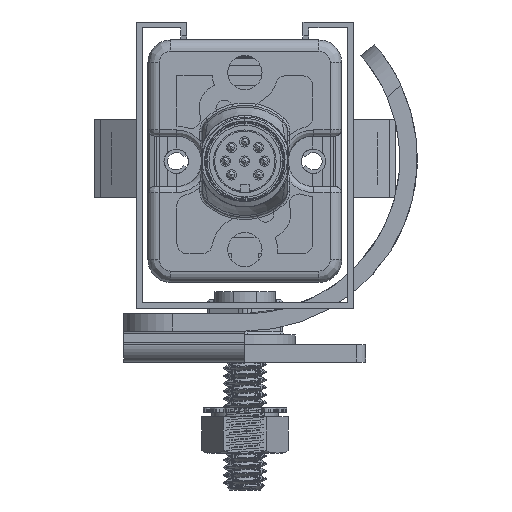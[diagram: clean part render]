
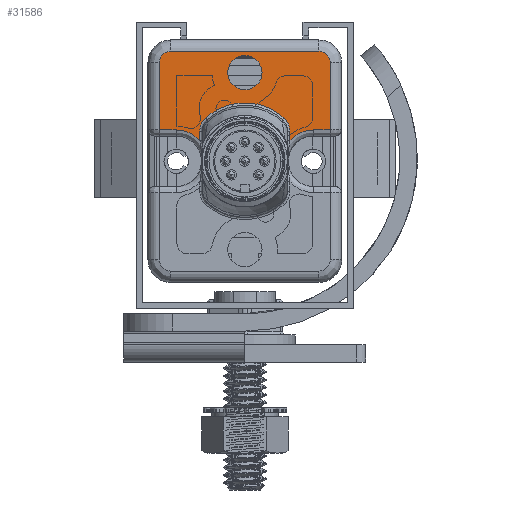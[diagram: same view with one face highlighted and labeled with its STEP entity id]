
A CAD part, front view. The second image highlights one B-rep face of the part: STEP entity #31586.
In plain terms, the highlighted planar face has unit normal (0, -1, 0).
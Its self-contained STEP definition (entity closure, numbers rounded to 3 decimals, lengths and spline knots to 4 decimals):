
#2994=CARTESIAN_POINT('',(0.1417,-43.4646,
0.7818));
#2995=DIRECTION('',(0.,1.,0.));
#2996=DIRECTION('',(0.673,0.,0.74));
#2997=AXIS2_PLACEMENT_3D('',#2994,#2995,#2996);
#2999=CARTESIAN_POINT('',(0.,-43.4646,0.626));
#3000=DIRECTION('',(0.,1.,0.));
#3001=DIRECTION('',(-0.673,0.,0.74));
#3002=AXIS2_PLACEMENT_3D('',#2999,#3000,#3001);
#3004=CARTESIAN_POINT('',(-0.1417,-43.4646,
0.7818));
#3005=DIRECTION('',(0.,1.,0.));
#3006=DIRECTION('',(-1.,0.,0.));
#3007=AXIS2_PLACEMENT_3D('',#3004,#3005,#3006);
#3009=DIRECTION('',(0.,0.,1.));
#3010=VECTOR('',#3009,0.0502);
#3011=CARTESIAN_POINT('',(-0.2323,-43.4646,
0.7316));
#3012=LINE('',#3011,#3010);
#3013=CARTESIAN_POINT('',(-0.3543,-43.4646,
0.626));
#3014=DIRECTION('',(0.,1.,0.));
#3015=DIRECTION('',(0.,0.,1.));
#3016=AXIS2_PLACEMENT_3D('',#3013,#3014,#3015);
#3018=DIRECTION('',(1.,0.,0.));
#3019=VECTOR('',#3018,0.0866);
#3020=CARTESIAN_POINT('',(-0.4409,-43.4646,
0.7874));
#3021=LINE('',#3020,#3019);
#3022=DIRECTION('',(0.,0.,-1.));
#3023=VECTOR('',#3022,0.3465);
#3024=CARTESIAN_POINT('',(-0.4409,-43.4646,
1.1339));
#3025=LINE('',#3024,#3023);
#3026=CARTESIAN_POINT('',(-0.3819,-43.4646,
1.1339));
#3027=DIRECTION('',(0.,-1.,0.));
#3028=DIRECTION('',(0.,0.,1.));
#3029=AXIS2_PLACEMENT_3D('',#3026,#3027,#3028);
#3031=DIRECTION('',(-1.,0.,0.));
#3032=VECTOR('',#3031,0.7638);
#3033=CARTESIAN_POINT('',(0.3819,-43.4646,
1.1929));
#3034=LINE('',#3033,#3032);
#3035=CARTESIAN_POINT('',(0.3819,-43.4646,
1.1339));
#3036=DIRECTION('',(0.,-1.,0.));
#3037=DIRECTION('',(1.,0.,0.));
#3038=AXIS2_PLACEMENT_3D('',#3035,#3036,#3037);
#3040=DIRECTION('',(0.,0.,1.));
#3041=VECTOR('',#3040,0.3465);
#3042=CARTESIAN_POINT('',(0.4409,-43.4646,
0.7874));
#3043=LINE('',#3042,#3041);
#3044=DIRECTION('',(1.,0.,0.));
#3045=VECTOR('',#3044,0.0866);
#3046=CARTESIAN_POINT('',(0.3543,-43.4646,
0.7874));
#3047=LINE('',#3046,#3045);
#3048=CARTESIAN_POINT('',(0.3543,-43.4646,
0.626));
#3049=DIRECTION('',(0.,1.,0.));
#3050=DIRECTION('',(-0.756,0.,0.654));
#3051=AXIS2_PLACEMENT_3D('',#3048,#3049,#3050);
#3053=DIRECTION('',(0.,0.,-1.));
#3054=VECTOR('',#3053,0.0502);
#3055=CARTESIAN_POINT('',(0.2323,-43.4646,
0.7818));
#3056=LINE('',#3055,#3054);
#3057=CARTESIAN_POINT('',(0.,-43.4646,1.0827));
#3058=DIRECTION('',(0.,-1.,0.));
#3059=DIRECTION('',(1.,0.,0.));
#3060=AXIS2_PLACEMENT_3D('',#3057,#3058,#3059);
#3062=CARTESIAN_POINT('',(0.,-43.4646,1.0827));
#3063=DIRECTION('',(0.,-1.,0.));
#3064=DIRECTION('',(-1.,0.,0.));
#3065=AXIS2_PLACEMENT_3D('',#3062,#3063,#3064);
#8418=CARTESIAN_POINT('',(-0.2323,-43.4646,
0.7316));
#25123=CARTESIAN_POINT('',(-0.3819,-43.4646,
1.1929));
#25124=CARTESIAN_POINT('',(-0.4409,-43.4646,
1.1339));
#25125=VERTEX_POINT('',#25123);
#25126=VERTEX_POINT('',#25124);
#25131=CARTESIAN_POINT('',(0.3819,-43.4646,
1.1929));
#25132=VERTEX_POINT('',#25131);
#25135=CARTESIAN_POINT('',(0.4409,-43.4646,
1.1339));
#25136=VERTEX_POINT('',#25135);
#25179=CARTESIAN_POINT('',(0.4409,-43.4646,
0.7874));
#25180=VERTEX_POINT('',#25179);
#25183=CARTESIAN_POINT('',(0.3543,-43.4646,
0.7874));
#25184=VERTEX_POINT('',#25183);
#25211=CARTESIAN_POINT('',(-0.4409,-43.4646,
0.7874));
#25212=VERTEX_POINT('',#25211);
#25215=CARTESIAN_POINT('',(-0.3543,-43.4646,
0.7874));
#25216=VERTEX_POINT('',#25215);
#25247=CARTESIAN_POINT('',(0.2027,-43.4646,
0.8488));
#25248=CARTESIAN_POINT('',(0.2323,-43.4646,
0.7818));
#25249=VERTEX_POINT('',#25247);
#25250=VERTEX_POINT('',#25248);
#25253=CARTESIAN_POINT('',(0.2323,-43.4646,
0.7316));
#25254=VERTEX_POINT('',#25253);
#25278=VERTEX_POINT('',#8418);
#25281=CARTESIAN_POINT('',(-0.2323,-43.4646,
0.7818));
#25282=VERTEX_POINT('',#25281);
#25285=CARTESIAN_POINT('',(-0.2027,-43.4646,
0.8488));
#25286=VERTEX_POINT('',#25285);
#25295=CARTESIAN_POINT('',(0.0885,-43.4646,1.0827));
#25296=CARTESIAN_POINT('',(-0.0885,-43.4646,1.0827));
#25297=VERTEX_POINT('',#25295);
#25298=VERTEX_POINT('',#25296);
#31546=CARTESIAN_POINT('',(0.,-43.4646,0.));
#31547=DIRECTION('',(0.,-1.,0.));
#31548=DIRECTION('',(1.,0.,0.));
#31549=AXIS2_PLACEMENT_3D('',#31546,#31547,#31548);
#31550=PLANE('',#31549);
#31552=ORIENTED_EDGE('',*,*,#31551,.F.);
#31554=ORIENTED_EDGE('',*,*,#31553,.F.);
#31556=ORIENTED_EDGE('',*,*,#31555,.F.);
#31558=ORIENTED_EDGE('',*,*,#31557,.F.);
#31560=ORIENTED_EDGE('',*,*,#31559,.F.);
#31562=ORIENTED_EDGE('',*,*,#31561,.F.);
#31564=ORIENTED_EDGE('',*,*,#31563,.F.);
#31566=ORIENTED_EDGE('',*,*,#31565,.F.);
#31568=ORIENTED_EDGE('',*,*,#31567,.F.);
#31569=ORIENTED_EDGE('',*,*,#31536,.F.);
#31571=ORIENTED_EDGE('',*,*,#31570,.F.);
#31573=ORIENTED_EDGE('',*,*,#31572,.F.);
#31575=ORIENTED_EDGE('',*,*,#31574,.F.);
#31577=ORIENTED_EDGE('',*,*,#31576,.F.);
#31578=EDGE_LOOP('',(#31552,#31554,#31556,#31558,#31560,#31562,#31564,#31566,
#31568,#31569,#31571,#31573,#31575,#31577));
#31579=FACE_OUTER_BOUND('',#31578,.F.);
#31581=ORIENTED_EDGE('',*,*,#31580,.T.);
#31583=ORIENTED_EDGE('',*,*,#31582,.T.);
#31584=EDGE_LOOP('',(#31581,#31583));
#31585=FACE_BOUND('',#31584,.F.);
#31586=ADVANCED_FACE('',(#31579,#31585),#31550,.T.);
#2998=CIRCLE('',#2997,0.0906);
#3003=CIRCLE('',#3002,0.3012);
#3008=CIRCLE('',#3007,0.0906);
#3017=CIRCLE('',#3016,0.1614);
#3030=CIRCLE('',#3029,0.0591);
#3039=CIRCLE('',#3038,0.0591);
#3052=CIRCLE('',#3051,0.1614);
#3061=CIRCLE('',#3060,0.0885);
#3066=CIRCLE('',#3065,0.0885);
#31536=EDGE_CURVE('',#25136,#25132,#3039,.T.);
#31551=EDGE_CURVE('',#25249,#25250,#2998,.T.);
#31553=EDGE_CURVE('',#25286,#25249,#3003,.T.);
#31555=EDGE_CURVE('',#25282,#25286,#3008,.T.);
#31557=EDGE_CURVE('',#25278,#25282,#3012,.T.);
#31559=EDGE_CURVE('',#25216,#25278,#3017,.T.);
#31561=EDGE_CURVE('',#25212,#25216,#3021,.T.);
#31563=EDGE_CURVE('',#25126,#25212,#3025,.T.);
#31565=EDGE_CURVE('',#25125,#25126,#3030,.T.);
#31567=EDGE_CURVE('',#25132,#25125,#3034,.T.);
#31570=EDGE_CURVE('',#25180,#25136,#3043,.T.);
#31572=EDGE_CURVE('',#25184,#25180,#3047,.T.);
#31574=EDGE_CURVE('',#25254,#25184,#3052,.T.);
#31576=EDGE_CURVE('',#25250,#25254,#3056,.T.);
#31580=EDGE_CURVE('',#25297,#25298,#3061,.T.);
#31582=EDGE_CURVE('',#25298,#25297,#3066,.T.);
